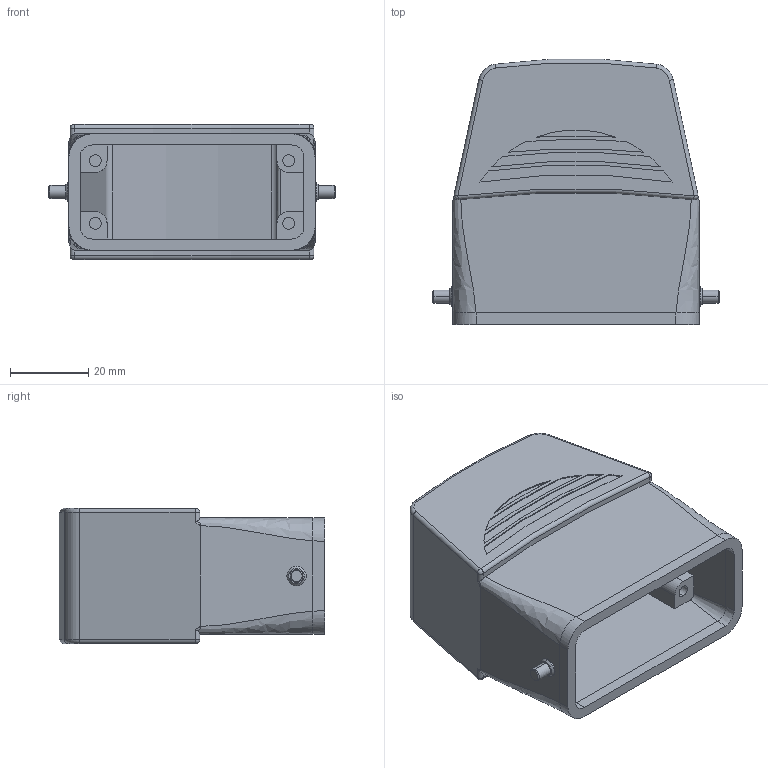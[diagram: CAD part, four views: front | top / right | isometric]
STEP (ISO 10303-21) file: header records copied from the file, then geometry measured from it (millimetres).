
FILE_DESCRIPTION (( 'STEP AP214' ), '1' );
FILE_NAME ('ZP-MC10A-2-SSE21ML.step', '2015-08-12T18:09:17', ( '' ), ( '' ), 'SwSTEP 2.0', 'SolidWorks 2014', '' );
FILE_SCHEMA (( 'AUTOMOTIVE_DESIGN' ));
Length unit declared in the file: millimetre
Products named in the file (1): ZP-MC10A-2-SSE21ML
Bounding box: 73.25 x 67.84 x 34.6 mm (x, y, z)
Volume: 46082.6 mm3; surface area: 26727.4 mm2
Topology: 2 solids, 2 shells, 194 faces, 497 edges, 319 vertices
Faces by surface type: cylinder 82, plane 57, bspline 33, cone 8, torus 8, sphere 6
Entity records: 12403 total; most frequent: CARTESIAN_POINT 6447, ORIENTED_EDGE 978, DIRECTION 811, EDGE_CURVE 489, AXIS2_PLACEMENT_3D 320, VERTEX_POINT 315, EDGE_LOOP 214, FACE_OUTER_BOUND 194
